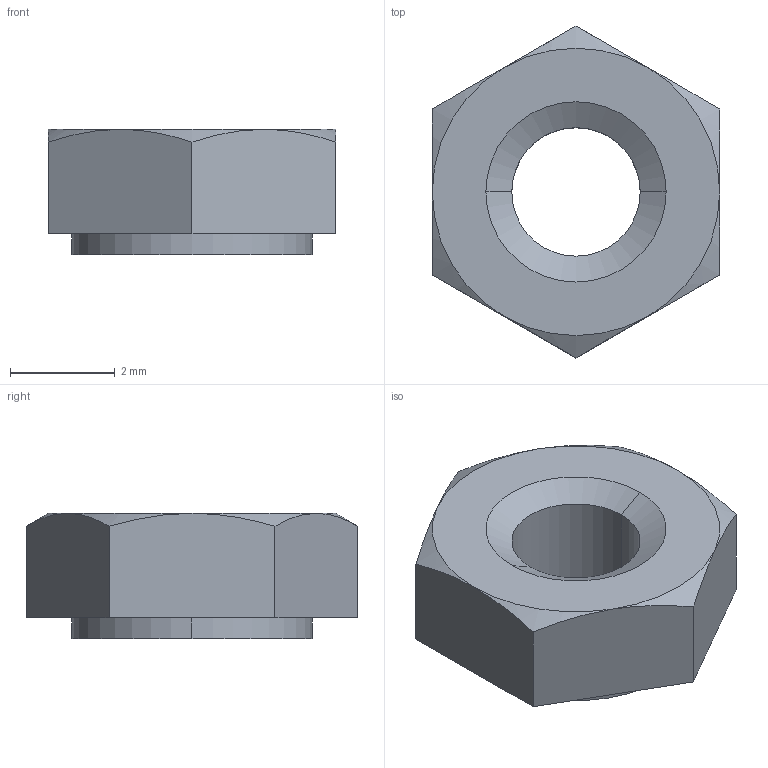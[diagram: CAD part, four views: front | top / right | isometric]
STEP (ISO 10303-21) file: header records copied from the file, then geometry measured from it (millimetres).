
FILE_DESCRIPTION (( 'STEP AP214' ), '1' );
FILE_NAME ('STP_M3_岆.step', '2020-09-30T01:11:08', ( 'IT Division' ), ( 'IT' ), 'SwSTEP 2.0', 'SolidWorks 2016', '' );
FILE_SCHEMA (( 'AUTOMOTIVE_DESIGN' ));
Length unit declared in the file: millimetre
Products named in the file (1): STP_M3_岆
Bounding box: 5.5 x 6.35 x 2.4 mm (x, y, z)
Volume: 46.2 mm3; surface area: 101.1 mm2
Topology: 1 solids, 1 shells, 23 faces, 50 edges, 30 vertices
Faces by surface type: cone 10, plane 9, cylinder 4
Entity records: 710 total; most frequent: CARTESIAN_POINT 156, DIRECTION 104, ORIENTED_EDGE 100, EDGE_CURVE 50, AXIS2_PLACEMENT_3D 42, VERTEX_POINT 30, EDGE_LOOP 26, ADVANCED_FACE 23
